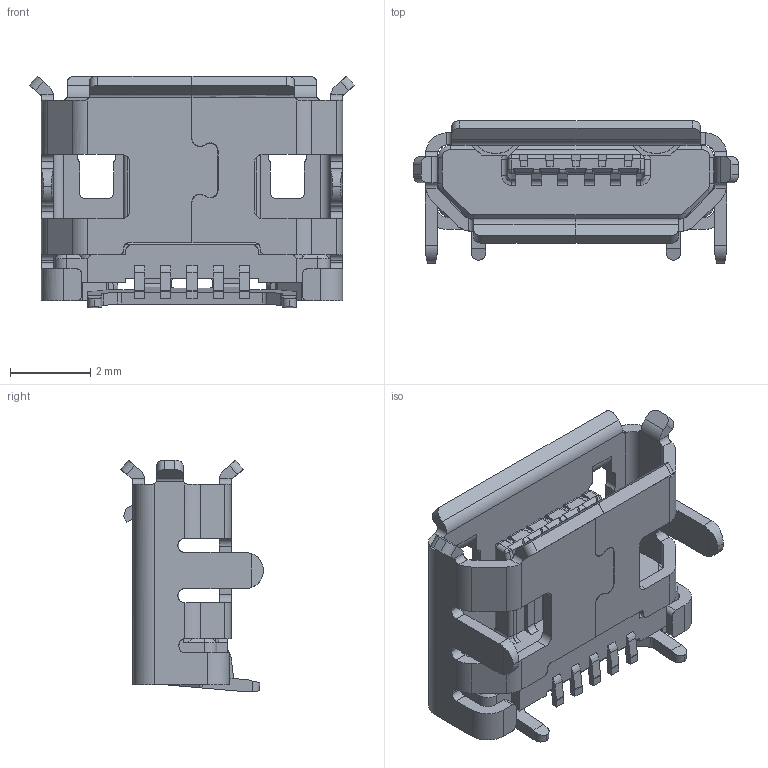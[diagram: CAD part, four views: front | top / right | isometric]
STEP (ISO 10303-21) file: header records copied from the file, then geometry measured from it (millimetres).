
FILE_DESCRIPTION(('STEP AP242'),'1');
FILE_NAME('690t505-662-011.stp','2022-06-30T21:38:55',('TraceParts'),('TraceParts S.A.'),'Spatial InterOp 3D',' ',' ');
FILE_SCHEMA(('AP242_MANAGED_MODEL_BASED_3D_ENGINEERING_MIM_LF {1 0 10303 442 1 1 4}'));
Length unit declared in the file: millimetre
Products named in the file (1): 690t505-662-011_1
Bounding box: 8.1 x 3.55 x 5.77 mm (x, y, z)
Volume: 43.2 mm3; surface area: 278.5 mm2
Topology: 2 solids, 2 shells, 659 faces, 1868 edges, 1205 vertices
Faces by surface type: plane 415, cylinder 205, bspline 23, cone 16
Entity records: 23064 total; most frequent: CARTESIAN_POINT 6729, ORIENTED_EDGE 3712, DIRECTION 2720, EDGE_CURVE 1856, VERTEX_POINT 1205, LINE 1174, VECTOR 1174, AXIS2_PLACEMENT_3D 773
